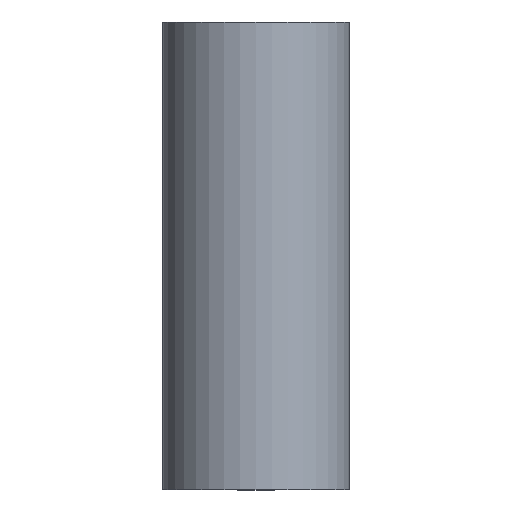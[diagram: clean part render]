
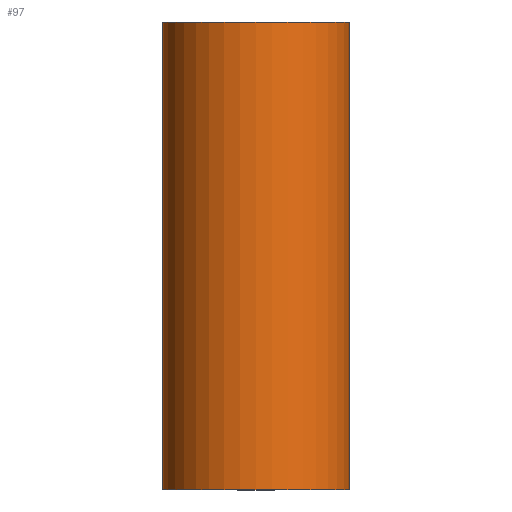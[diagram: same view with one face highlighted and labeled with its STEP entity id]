
A CAD part, front view. The second image highlights one B-rep face of the part: STEP entity #97.
In plain terms, the highlighted cylindrical face has radius 0.15 mm (diameter 0.3 mm), a partial arc.
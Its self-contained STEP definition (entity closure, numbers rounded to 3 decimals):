
#12=CYLINDRICAL_SURFACE('',#120,0.15);
#19=LINE('',#174,#27);
#20=LINE('',#176,#28);
#27=VECTOR('',#144,1000.);
#28=VECTOR('',#147,1000.);
#42=ORIENTED_EDGE('',*,*,#56,.T.);
#43=ORIENTED_EDGE('',*,*,#63,.F.);
#44=ORIENTED_EDGE('',*,*,#60,.F.);
#45=ORIENTED_EDGE('',*,*,#64,.T.);
#56=EDGE_CURVE('',#69,#68,#75,.T.);
#60=EDGE_CURVE('',#72,#73,#77,.T.);
#63=EDGE_CURVE('',#73,#68,#19,.T.);
#64=EDGE_CURVE('',#72,#69,#20,.T.);
#68=VERTEX_POINT('',#159);
#69=VERTEX_POINT('',#161);
#72=VERTEX_POINT('',#168);
#73=VERTEX_POINT('',#170);
#75=CIRCLE('',#115,0.15);
#77=CIRCLE('',#118,0.15);
#81=EDGE_LOOP('',(#42,#43,#44,#45));
#87=FACE_BOUND('',#81,.T.);
#97=ADVANCED_FACE('',(#87),#12,.T.);
#115=AXIS2_PLACEMENT_3D('',#160,#130,#131);
#118=AXIS2_PLACEMENT_3D('',#169,#138,#139);
#120=AXIS2_PLACEMENT_3D('',#175,#145,#146);
#130=DIRECTION('',(0.,0.,1.));
#131=DIRECTION('',(1.,0.,0.));
#138=DIRECTION('',(0.,0.,1.));
#139=DIRECTION('',(1.,0.,0.));
#144=DIRECTION('',(0.,0.,-1.));
#145=DIRECTION('',(0.,0.,-1.));
#146=DIRECTION('',(-1.,0.,0.));
#147=DIRECTION('',(0.,0.,-1.));
#159=CARTESIAN_POINT('',(1.821,49.305,4.02));
#160=CARTESIAN_POINT('',(1.671,49.305,4.02));
#161=CARTESIAN_POINT('',(1.521,49.305,4.02));
#168=CARTESIAN_POINT('',(1.521,49.305,4.77));
#169=CARTESIAN_POINT('',(1.671,49.305,4.77));
#170=CARTESIAN_POINT('',(1.821,49.305,4.77));
#174=CARTESIAN_POINT('',(1.821,49.305,4.77));
#175=CARTESIAN_POINT('',(1.671,49.305,4.77));
#176=CARTESIAN_POINT('',(1.521,49.305,4.77));
